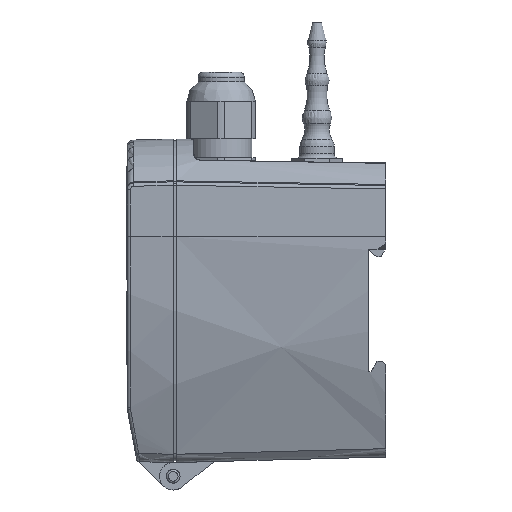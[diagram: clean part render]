
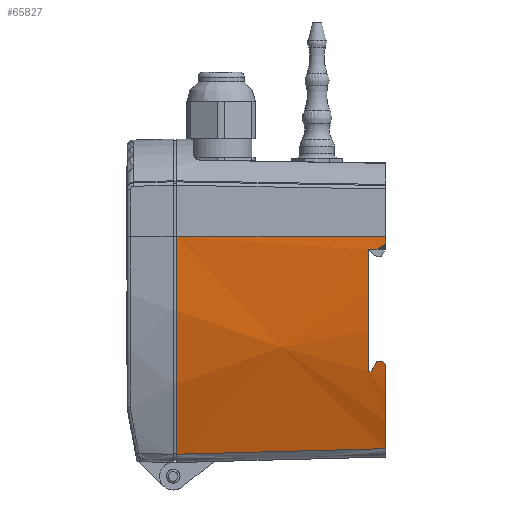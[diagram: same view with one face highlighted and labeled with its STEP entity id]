
A CAD part, left-side view. The second image highlights one B-rep face of the part: STEP entity #65827.
In plain terms, the highlighted conical face has half-angle 1.5 degrees and reference radius 161 mm.
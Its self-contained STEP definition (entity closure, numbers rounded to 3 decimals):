
#1345=CONICAL_SURFACE('',#69618,161.,0.026);
#1979=B_SPLINE_CURVE_WITH_KNOTS('',3,(#90963,#90964,#90965,#90966,#90967,
#90968,#90969,#90970,#90971,#90972),.UNSPECIFIED.,.F.,.F.,(4,3,3,4),(0.001,
0.008,0.04,0.062),
 .UNSPECIFIED.);
#4791=CIRCLE('',#69619,159.507);
#4792=CIRCLE('',#69620,408.818);
#4793=CIRCLE('',#69621,159.376);
#4794=CIRCLE('',#69622,160.974);
#4795=CIRCLE('',#69623,159.376);
#4796=CIRCLE('',#69624,305.325);
#4797=CIRCLE('',#69625,207.964);
#5831=FACE_OUTER_BOUND('',#9447,.T.);
#9447=EDGE_LOOP('',(#43224,#43225,#43226,#43227,#43228,#43229,#43230,#43231,
#43232,#43233,#43234,#43235));
#13838=LINE('',#90613,#19965);
#13889=LINE('',#90952,#20016);
#13890=LINE('',#90956,#20017);
#13891=LINE('',#90978,#20018);
#19965=VECTOR('',#74214,61.021);
#20016=VECTOR('',#74285,10.);
#20017=VECTOR('',#74288,10.);
#20018=VECTOR('',#74299,10.);
#26039=VERTEX_POINT('',#90610);
#26040=VERTEX_POINT('',#90612);
#26093=VERTEX_POINT('',#90950);
#26094=VERTEX_POINT('',#90951);
#26095=VERTEX_POINT('',#90953);
#26096=VERTEX_POINT('',#90955);
#26097=VERTEX_POINT('',#90957);
#26098=VERTEX_POINT('',#90960);
#26099=VERTEX_POINT('',#90962);
#26100=VERTEX_POINT('',#90973);
#26101=VERTEX_POINT('',#90975);
#26102=VERTEX_POINT('',#90977);
#32714=EDGE_CURVE('',#26040,#26039,#13838,.T.);
#32783=EDGE_CURVE('',#26093,#26094,#13889,.T.);
#32784=EDGE_CURVE('',#26095,#26093,#4791,.T.);
#32785=EDGE_CURVE('',#26096,#26095,#13890,.T.);
#32786=EDGE_CURVE('',#26097,#26096,#4792,.T.);
#32787=EDGE_CURVE('',#26097,#26040,#4793,.T.);
#32788=EDGE_CURVE('',#26039,#26098,#4794,.T.);
#32789=EDGE_CURVE('',#26098,#26099,#1979,.T.);
#32790=EDGE_CURVE('',#26099,#26100,#4795,.T.);
#32791=EDGE_CURVE('',#26101,#26100,#4796,.T.);
#32792=EDGE_CURVE('',#26102,#26101,#13891,.T.);
#32793=EDGE_CURVE('',#26094,#26102,#4797,.T.);
#43224=ORIENTED_EDGE('',*,*,#32783,.F.);
#43225=ORIENTED_EDGE('',*,*,#32784,.F.);
#43226=ORIENTED_EDGE('',*,*,#32785,.F.);
#43227=ORIENTED_EDGE('',*,*,#32786,.F.);
#43228=ORIENTED_EDGE('',*,*,#32787,.T.);
#43229=ORIENTED_EDGE('',*,*,#32714,.T.);
#43230=ORIENTED_EDGE('',*,*,#32788,.T.);
#43231=ORIENTED_EDGE('',*,*,#32789,.T.);
#43232=ORIENTED_EDGE('',*,*,#32790,.T.);
#43233=ORIENTED_EDGE('',*,*,#32791,.F.);
#43234=ORIENTED_EDGE('',*,*,#32792,.F.);
#43235=ORIENTED_EDGE('',*,*,#32793,.F.);
#65827=ADVANCED_FACE('',(#5831),#1345,.T.);
#69618=AXIS2_PLACEMENT_3D('',#90949,#74283,#74284);
#69619=AXIS2_PLACEMENT_3D('',#90954,#74286,#74287);
#69620=AXIS2_PLACEMENT_3D('',#90958,#74289,#74290);
#69621=AXIS2_PLACEMENT_3D('',#90959,#74291,#74292);
#69622=AXIS2_PLACEMENT_3D('',#90961,#74293,#74294);
#69623=AXIS2_PLACEMENT_3D('',#90974,#74295,#74296);
#69624=AXIS2_PLACEMENT_3D('',#90976,#74297,#74298);
#69625=AXIS2_PLACEMENT_3D('',#90979,#74300,#74301);
#74214=DIRECTION('',(-0.026,1.,0.));
#74283=DIRECTION('center_axis',(0.,1.,0.));
#74284=DIRECTION('ref_axis',(0.,0.,-1.));
#74285=DIRECTION('',(0.027,-1.,0.));
#74286=DIRECTION('center_axis',(0.,-1.,0.));
#74287=DIRECTION('ref_axis',(0.,0.,1.));
#74288=DIRECTION('',(-0.026,1.,0.));
#74289=DIRECTION('center_axis',(0.,-0.625,
-0.781));
#74290=DIRECTION('ref_axis',(-1.,-0.004,0.003));
#74291=DIRECTION('center_axis',(0.,1.,0.));
#74292=DIRECTION('ref_axis',(0.,0.,1.));
#74293=DIRECTION('center_axis',(0.,-1.,0.));
#74294=DIRECTION('ref_axis',(0.,0.,1.));
#74295=DIRECTION('center_axis',(0.,1.,0.));
#74296=DIRECTION('ref_axis',(0.,0.,1.));
#74297=DIRECTION('center_axis',(0.,-0.707,
0.707));
#74298=DIRECTION('ref_axis',(-0.982,-0.132,-0.132));
#74299=DIRECTION('',(0.027,-1.,0.));
#74300=DIRECTION('center_axis',(0.,0.866,
0.5));
#74301=DIRECTION('ref_axis',(-0.982,0.093,-0.162));
#90610=CARTESIAN_POINT('',(-41.974,-1.,12.5));
#90612=CARTESIAN_POINT('',(-40.376,-62.,12.5));
#90613=CARTESIAN_POINT('',(-40.376,-62.,12.5));
#90949=CARTESIAN_POINT('Origin',(119.,0.,12.5));
#90950=CARTESIAN_POINT('',(-35.565,-57.,-26.9));
#90951=CARTESIAN_POINT('',(-35.543,-57.8,-26.9));
#90952=CARTESIAN_POINT('',(-35.565,-57.,-26.9));
#90953=CARTESIAN_POINT('',(-40.46,-57.,8.6));
#90954=CARTESIAN_POINT('Origin',(119.,-57.,12.5));
#90955=CARTESIAN_POINT('',(-40.394,-59.5,8.6));
#90956=CARTESIAN_POINT('',(-40.394,-59.5,8.6));
#90957=CARTESIAN_POINT('',(-40.365,-62.,10.6));
#90958=CARTESIAN_POINT('Origin',(368.418,-57.85,7.28));
#90959=CARTESIAN_POINT('Origin',(119.,-62.,12.5));
#90960=CARTESIAN_POINT('',(-28.897,-1.,-51.054));
#90961=CARTESIAN_POINT('Origin',(119.,-1.,12.5));
#90962=CARTESIAN_POINT('',(-27.851,-62.,-49.432));
#90963=CARTESIAN_POINT('Ctrl Pts',(-28.897,-1.,-51.054));
#90964=CARTESIAN_POINT('Ctrl Pts',(-28.857,-3.332,
-50.992));
#90965=CARTESIAN_POINT('Ctrl Pts',(-28.817,-5.664,
-50.93));
#90966=CARTESIAN_POINT('Ctrl Pts',(-28.777,-7.996,
-50.868));
#90967=CARTESIAN_POINT('Ctrl Pts',(-28.595,-18.657,
-50.584));
#90968=CARTESIAN_POINT('Ctrl Pts',(-28.413,-29.319,
-50.301));
#90969=CARTESIAN_POINT('Ctrl Pts',(-28.23,-39.98,
-50.017));
#90970=CARTESIAN_POINT('Ctrl Pts',(-28.104,-47.32,-49.822));
#90971=CARTESIAN_POINT('Ctrl Pts',(-27.978,-54.66,
-49.627));
#90972=CARTESIAN_POINT('Ctrl Pts',(-27.851,-62.,-49.432));
#90973=CARTESIAN_POINT('',(-35.913,-62.,-24.956));
#90974=CARTESIAN_POINT('Origin',(119.,-62.,12.5));
#90975=CARTESIAN_POINT('',(-36.178,-61.,-23.956));
#90976=CARTESIAN_POINT('Origin',(264.045,-21.697,15.347));
#90977=CARTESIAN_POINT('',(-36.218,-59.5,-23.956));
#90978=CARTESIAN_POINT('',(-36.218,-59.5,-23.956));
#90979=CARTESIAN_POINT('Origin',(168.093,-78.904,9.653));
